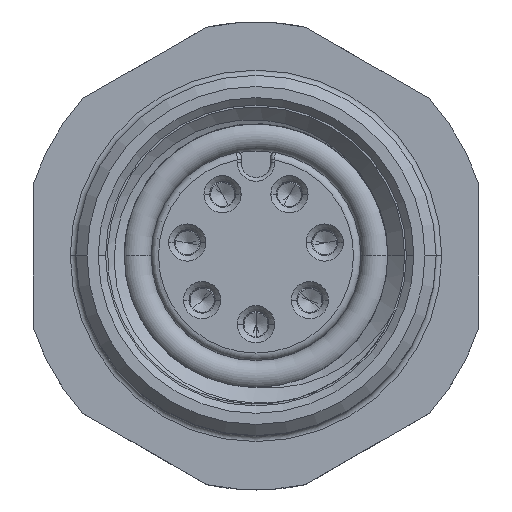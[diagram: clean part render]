
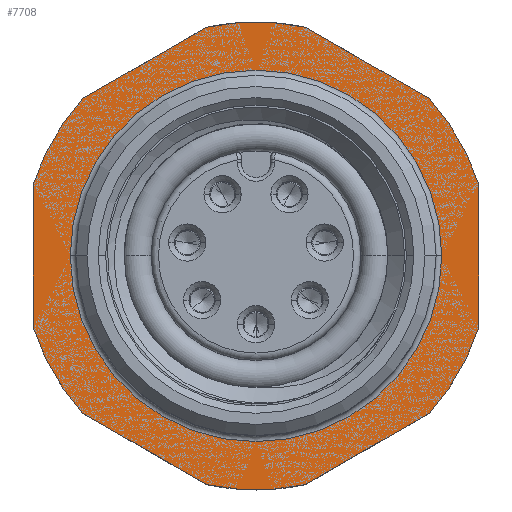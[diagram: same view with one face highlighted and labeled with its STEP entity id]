
A CAD part, top view. The second image highlights one B-rep face of the part: STEP entity #7708.
In plain terms, the highlighted planar face has unit normal (0, 0, 1).
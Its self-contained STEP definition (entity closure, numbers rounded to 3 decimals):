
#5443=CARTESIAN_POINT('',(0.,0.,-0.3));
#5444=DIRECTION('',(0.,0.,1.));
#5445=DIRECTION('',(0.212,0.977,0.));
#5446=AXIS2_PLACEMENT_3D('',#5443,#5444,#5445);
#5448=DIRECTION('',(-0.866,0.5,0.));
#5449=VECTOR('',#5448,3.842);
#5450=CARTESIAN_POINT('',(4.664,4.236,-0.3));
#5451=LINE('',#5450,#5449);
#5452=CARTESIAN_POINT('',(0.,0.,-0.3));
#5453=DIRECTION('',(0.,0.,1.));
#5454=DIRECTION('',(0.952,0.305,0.));
#5455=AXIS2_PLACEMENT_3D('',#5452,#5453,#5454);
#5457=DIRECTION('',(0.,1.,0.));
#5458=VECTOR('',#5457,3.842);
#5459=CARTESIAN_POINT('',(6.,-1.921,-0.3));
#5460=LINE('',#5459,#5458);
#5461=CARTESIAN_POINT('',(0.,0.,-0.3));
#5462=DIRECTION('',(0.,0.,1.));
#5463=DIRECTION('',(0.74,-0.672,0.));
#5464=AXIS2_PLACEMENT_3D('',#5461,#5462,#5463);
#5466=DIRECTION('',(0.866,0.5,0.));
#5467=VECTOR('',#5466,3.842);
#5468=CARTESIAN_POINT('',(1.336,-6.157,-0.3));
#5469=LINE('',#5468,#5467);
#5470=CARTESIAN_POINT('',(0.,0.,-0.3));
#5471=DIRECTION('',(0.,0.,1.));
#5472=DIRECTION('',(-0.212,-0.977,0.));
#5473=AXIS2_PLACEMENT_3D('',#5470,#5471,#5472);
#5475=DIRECTION('',(0.866,-0.5,0.));
#5476=VECTOR('',#5475,3.842);
#5477=CARTESIAN_POINT('',(-4.664,-4.236,-0.3));
#5478=LINE('',#5477,#5476);
#5479=CARTESIAN_POINT('',(0.,0.,-0.3));
#5480=DIRECTION('',(0.,0.,1.));
#5481=DIRECTION('',(-0.952,-0.305,0.));
#5482=AXIS2_PLACEMENT_3D('',#5479,#5480,#5481);
#5484=DIRECTION('',(0.,-1.,0.));
#5485=VECTOR('',#5484,3.842);
#5486=CARTESIAN_POINT('',(-6.,1.921,-0.3));
#5487=LINE('',#5486,#5485);
#5488=CARTESIAN_POINT('',(0.,0.,-0.3));
#5489=DIRECTION('',(0.,0.,1.));
#5490=DIRECTION('',(-0.74,0.672,0.));
#5491=AXIS2_PLACEMENT_3D('',#5488,#5489,#5490);
#5493=DIRECTION('',(-0.866,-0.5,0.));
#5494=VECTOR('',#5493,3.842);
#5495=CARTESIAN_POINT('',(-1.336,6.157,-0.3));
#5496=LINE('',#5495,#5494);
#5497=CARTESIAN_POINT('',(0.,0.,-0.3));
#5498=DIRECTION('',(0.,0.,1.));
#5499=DIRECTION('',(-1.,0.,0.));
#5500=AXIS2_PLACEMENT_3D('',#5497,#5498,#5499);
#5502=CARTESIAN_POINT('',(0.,0.,-0.3));
#5503=DIRECTION('',(0.,0.,1.));
#5504=DIRECTION('',(1.,0.,0.));
#5505=AXIS2_PLACEMENT_3D('',#5502,#5503,#5504);
#7119=CARTESIAN_POINT('',(1.336,6.157,-0.3));
#7120=CARTESIAN_POINT('',(-1.336,6.157,-0.3));
#7121=VERTEX_POINT('',#7119);
#7122=VERTEX_POINT('',#7120);
#7123=CARTESIAN_POINT('',(-4.664,4.236,-0.3));
#7124=VERTEX_POINT('',#7123);
#7125=CARTESIAN_POINT('',(-6.,1.921,-0.3));
#7126=VERTEX_POINT('',#7125);
#7127=CARTESIAN_POINT('',(-6.,-1.921,-0.3));
#7128=VERTEX_POINT('',#7127);
#7129=CARTESIAN_POINT('',(-4.664,-4.236,-0.3));
#7130=VERTEX_POINT('',#7129);
#7131=CARTESIAN_POINT('',(-1.336,-6.157,-0.3));
#7132=VERTEX_POINT('',#7131);
#7133=CARTESIAN_POINT('',(1.336,-6.157,-0.3));
#7134=VERTEX_POINT('',#7133);
#7135=CARTESIAN_POINT('',(4.664,-4.236,-0.3));
#7136=VERTEX_POINT('',#7135);
#7137=CARTESIAN_POINT('',(6.,-1.921,-0.3));
#7138=VERTEX_POINT('',#7137);
#7139=CARTESIAN_POINT('',(6.,1.921,-0.3));
#7140=VERTEX_POINT('',#7139);
#7141=CARTESIAN_POINT('',(4.664,4.236,-0.3));
#7142=VERTEX_POINT('',#7141);
#7189=CARTESIAN_POINT('',(5.,0.,-0.3));
#7190=CARTESIAN_POINT('',(-5.,0.,-0.3));
#7191=VERTEX_POINT('',#7189);
#7192=VERTEX_POINT('',#7190);
#7671=CARTESIAN_POINT('',(0.,0.,-0.3));
#7672=DIRECTION('',(0.,0.,1.));
#7673=DIRECTION('',(1.,0.,0.));
#7674=AXIS2_PLACEMENT_3D('',#7671,#7672,#7673);
#7675=PLANE('',#7674);
#7677=ORIENTED_EDGE('',*,*,#7676,.F.);
#7679=ORIENTED_EDGE('',*,*,#7678,.F.);
#7681=ORIENTED_EDGE('',*,*,#7680,.F.);
#7683=ORIENTED_EDGE('',*,*,#7682,.F.);
#7685=ORIENTED_EDGE('',*,*,#7684,.F.);
#7687=ORIENTED_EDGE('',*,*,#7686,.F.);
#7689=ORIENTED_EDGE('',*,*,#7688,.F.);
#7691=ORIENTED_EDGE('',*,*,#7690,.F.);
#7693=ORIENTED_EDGE('',*,*,#7692,.F.);
#7695=ORIENTED_EDGE('',*,*,#7694,.F.);
#7697=ORIENTED_EDGE('',*,*,#7696,.F.);
#7699=ORIENTED_EDGE('',*,*,#7698,.F.);
#7700=EDGE_LOOP('',(#7677,#7679,#7681,#7683,#7685,#7687,#7689,#7691,#7693,#7695,
#7697,#7699));
#7701=FACE_OUTER_BOUND('',#7700,.F.);
#7703=ORIENTED_EDGE('',*,*,#7702,.T.);
#7705=ORIENTED_EDGE('',*,*,#7704,.T.);
#7706=EDGE_LOOP('',(#7703,#7705));
#7707=FACE_BOUND('',#7706,.F.);
#5447=CIRCLE('',#5446,6.3);
#5456=CIRCLE('',#5455,6.3);
#5465=CIRCLE('',#5464,6.3);
#5474=CIRCLE('',#5473,6.3);
#5483=CIRCLE('',#5482,6.3);
#5492=CIRCLE('',#5491,6.3);
#5501=CIRCLE('',#5500,5.);
#5506=CIRCLE('',#5505,5.);
#7676=EDGE_CURVE('',#7121,#7122,#5447,.T.);
#7678=EDGE_CURVE('',#7142,#7121,#5451,.T.);
#7680=EDGE_CURVE('',#7140,#7142,#5456,.T.);
#7682=EDGE_CURVE('',#7138,#7140,#5460,.T.);
#7684=EDGE_CURVE('',#7136,#7138,#5465,.T.);
#7686=EDGE_CURVE('',#7134,#7136,#5469,.T.);
#7688=EDGE_CURVE('',#7132,#7134,#5474,.T.);
#7690=EDGE_CURVE('',#7130,#7132,#5478,.T.);
#7692=EDGE_CURVE('',#7128,#7130,#5483,.T.);
#7694=EDGE_CURVE('',#7126,#7128,#5487,.T.);
#7696=EDGE_CURVE('',#7124,#7126,#5492,.T.);
#7698=EDGE_CURVE('',#7122,#7124,#5496,.T.);
#7702=EDGE_CURVE('',#7192,#7191,#5501,.T.);
#7704=EDGE_CURVE('',#7191,#7192,#5506,.T.);
#7708=ADVANCED_FACE('',(#7701,#7707),#7675,.T.);
